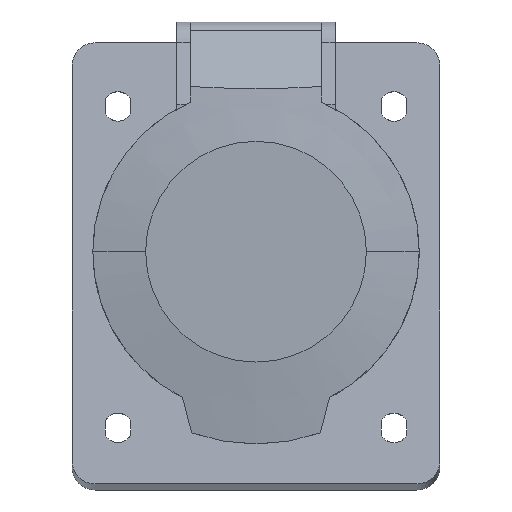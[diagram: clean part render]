
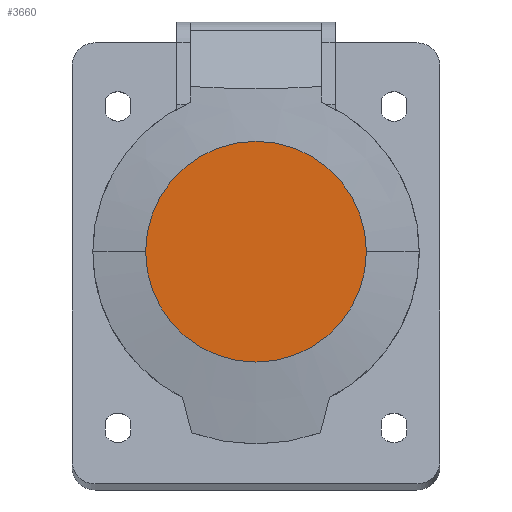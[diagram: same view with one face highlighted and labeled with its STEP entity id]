
A CAD part, top view. The second image highlights one B-rep face of the part: STEP entity #3660.
In plain terms, the highlighted planar face has unit normal (0, 0, 1).
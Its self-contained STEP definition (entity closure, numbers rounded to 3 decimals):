
#679 = CARTESIAN_POINT ( 'NONE',  ( 0., 32.899, 25.5 ) ) ;
#716 = CARTESIAN_POINT ( 'NONE',  ( 0., 50.458, 25.5 ) ) ;
#831 = FACE_OUTER_BOUND ( 'NONE', #6694, .T. ) ;
#1700 = VERTEX_POINT ( 'NONE', #2624 ) ;
#1898 = AXIS2_PLACEMENT_3D ( 'NONE', #4450, #13932, #5810 ) ;
#2071 = DIRECTION ( 'NONE',  ( 1., 0., 0. ) ) ;
#2624 = CARTESIAN_POINT ( 'NONE',  ( -24., 50.458, 25.5 ) ) ;
#3035 = ORIENTED_EDGE ( 'NONE', *, *, #14727, .T. ) ;
#3660 = ADVANCED_FACE ( 'NONE', ( #831 ), #14301, .T. ) ;
#4450 = CARTESIAN_POINT ( 'NONE',  ( 0., 50.458, 25.5 ) ) ;
#4543 = EDGE_CURVE ( 'NONE', #10198, #1700, #5077, .T. ) ;
#5077 = CIRCLE ( 'NONE', #14499, 24. ) ;
#5810 = DIRECTION ( 'NONE',  ( 1., 0., 0. ) ) ;
#6694 = EDGE_LOOP ( 'NONE', ( #3035, #15877 ) ) ;
#7512 = DIRECTION ( 'NONE',  ( 1., 0., 0. ) ) ;
#9803 = AXIS2_PLACEMENT_3D ( 'NONE', #679, #15650, #7512 ) ;
#10198 = VERTEX_POINT ( 'NONE', #11008 ) ;
#10244 = DIRECTION ( 'NONE',  ( 0., 0., 1. ) ) ;
#11008 = CARTESIAN_POINT ( 'NONE',  ( 24., 50.458, 25.5 ) ) ;
#13932 = DIRECTION ( 'NONE',  ( 0., 0., 1. ) ) ;
#14301 = PLANE ( 'NONE',  #9803 ) ;
#14499 = AXIS2_PLACEMENT_3D ( 'NONE', #716, #10244, #2071 ) ;
#14609 = CIRCLE ( 'NONE', #1898, 24. ) ;
#14727 = EDGE_CURVE ( 'NONE', #1700, #10198, #14609, .T. ) ;
#15650 = DIRECTION ( 'NONE',  ( 0., 0., 1. ) ) ;
#15877 = ORIENTED_EDGE ( 'NONE', *, *, #4543, .T. ) ;
